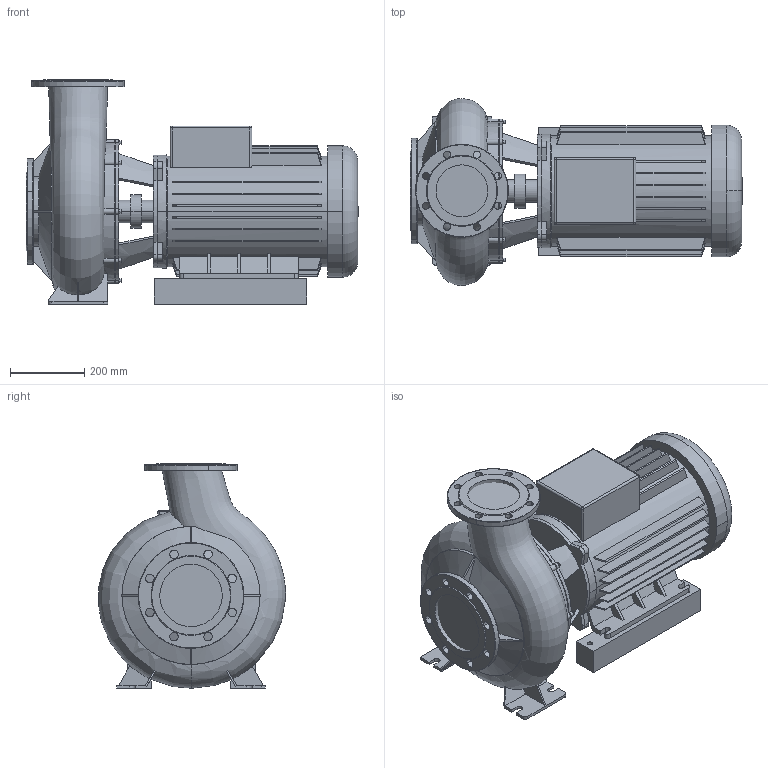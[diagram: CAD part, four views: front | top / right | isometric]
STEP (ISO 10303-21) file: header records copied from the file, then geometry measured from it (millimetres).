
FILE_DESCRIPTION((''),'2;1');
FILE_NAME('3d_BM125_270-18_5_4-2103484.stp','2011-01-26T14:43:46',(''),(''),'Mechanical Desktop 2008','Mechanical Desktop 2008',', , ');
FILE_SCHEMA(('CONFIG_CONTROL_DESIGN'));
Length unit declared in the file: millimetre
Products named in the file (1): Product
Bounding box: 894.5 x 503.99 x 605 mm (x, y, z)
Volume: 86306738.8 mm3; surface area: 3183769.8 mm2
Topology: 16 solids, 16 shells, 704 faces, 1835 edges, 1195 vertices
Faces by surface type: plane 332, bspline 199, cylinder 123, cone 44, sphere 4, torus 2
Entity records: 31355 total; most frequent: CARTESIAN_POINT 14722, ORIENTED_EDGE 3660, DIRECTION 3106, EDGE_CURVE 1830, VERTEX_POINT 1194, VECTOR 1074, LINE 1074, AXIS2_PLACEMENT_3D 1016
